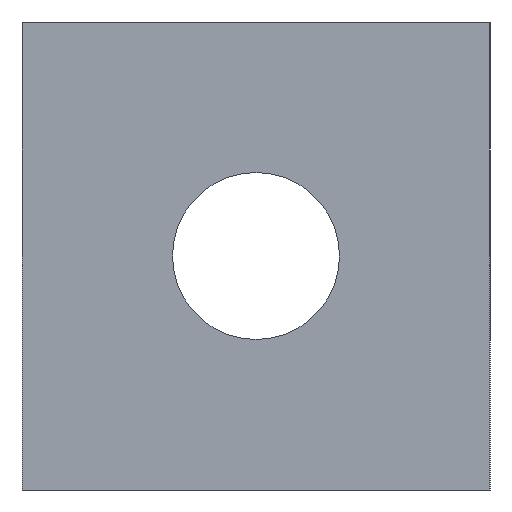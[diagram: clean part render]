
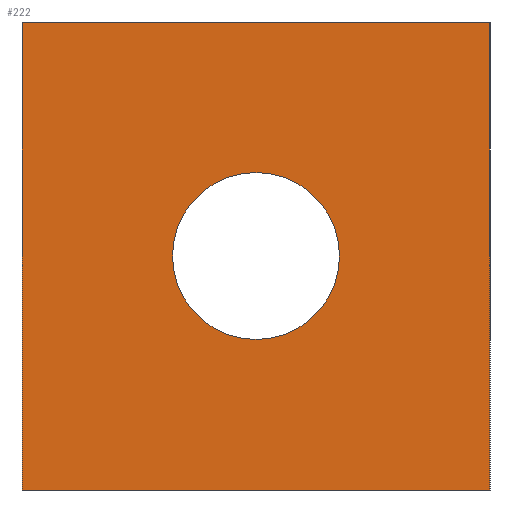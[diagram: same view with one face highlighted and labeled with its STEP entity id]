
A CAD part, left-side view. The second image highlights one B-rep face of the part: STEP entity #222.
In plain terms, the highlighted planar face has unit normal (-1, 0, 0).
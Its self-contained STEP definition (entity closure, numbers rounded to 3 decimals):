
#13=LINE($,#344,#28);
#17=LINE($,#352,#32);
#18=LINE($,#354,#33);
#19=LINE($,#355,#34);
#28=VECTOR($,#288,20.);
#32=VECTOR($,#294,20.);
#33=VECTOR($,#295,20.);
#34=VECTOR($,#296,20.);
#45=PLANE($,#247);
#60=FACE_BOUND($,#94,.T.);
#61=FACE_BOUND($,#95,.T.);
#68=CIRCLE($,#238,3.57);
#94=EDGE_LOOP($,(#169));
#95=EDGE_LOOP($,(#170,#171,#172,#173));
#110=VERTEX_POINT($,#326);
#116=VERTEX_POINT($,#341);
#117=VERTEX_POINT($,#343);
#120=VERTEX_POINT($,#351);
#121=VERTEX_POINT($,#353);
#129=EDGE_CURVE($,#110,#110,#68,.T.);
#135=EDGE_CURVE($,#116,#117,#13,.T.);
#139=EDGE_CURVE($,#120,#116,#17,.T.);
#140=EDGE_CURVE($,#121,#120,#18,.T.);
#141=EDGE_CURVE($,#117,#121,#19,.T.);
#169=ORIENTED_EDGE($,*,*,#129,.T.);
#170=ORIENTED_EDGE($,*,*,#139,.F.);
#171=ORIENTED_EDGE($,*,*,#140,.F.);
#172=ORIENTED_EDGE($,*,*,#141,.F.);
#173=ORIENTED_EDGE($,*,*,#135,.F.);
#222=ADVANCED_FACE($,(#60,#61),#45,.T.);
#238=AXIS2_PLACEMENT_3D($,#327,#269,#270);
#247=AXIS2_PLACEMENT_3D($,#350,#292,#293);
#269=DIRECTION('center_axis',(1.,0.,0.));
#270=DIRECTION('ref_axis',(0.,0.,-1.));
#288=DIRECTION($,(0.,1.,0.));
#292=DIRECTION('center_axis',(-1.,0.,0.));
#293=DIRECTION('ref_axis',(0.,-1.,0.));
#294=DIRECTION($,(0.,0.,-1.));
#295=DIRECTION($,(0.,-1.,0.));
#296=DIRECTION($,(0.,0.,1.));
#326=CARTESIAN_POINT('',(0.,10.,3.57));
#327=CARTESIAN_POINT('Origin',(0.,10.,0.));
#341=CARTESIAN_POINT('',(0.,0.,-10.));
#343=CARTESIAN_POINT('',(0.,20.,-10.));
#344=CARTESIAN_POINT($,(0.,20.,-10.));
#350=CARTESIAN_POINT('Origin',(0.,20.,0.));
#351=CARTESIAN_POINT('',(0.,0.,10.));
#352=CARTESIAN_POINT($,(0.,0.,0.));
#353=CARTESIAN_POINT('',(0.,20.,10.));
#354=CARTESIAN_POINT($,(0.,20.,10.));
#355=CARTESIAN_POINT($,(0.,20.,0.));
